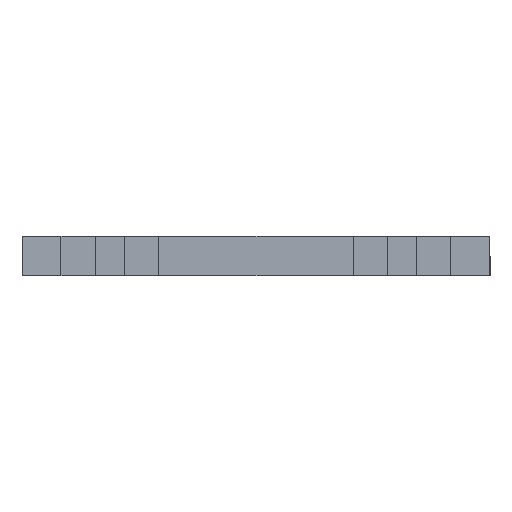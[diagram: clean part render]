
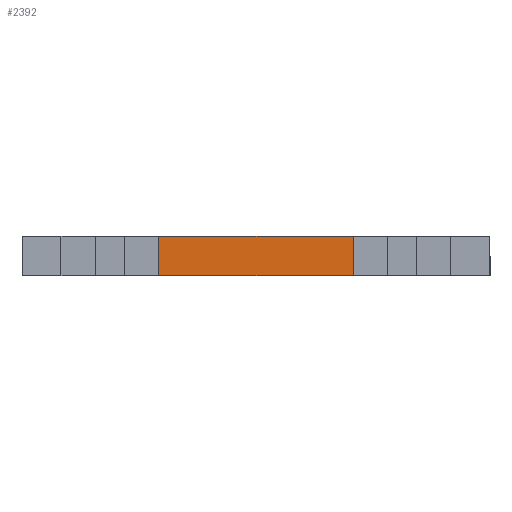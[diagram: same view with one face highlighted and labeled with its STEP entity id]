
A CAD part, left-side view. The second image highlights one B-rep face of the part: STEP entity #2392.
In plain terms, the highlighted planar face has unit normal (-1, 0, 0).
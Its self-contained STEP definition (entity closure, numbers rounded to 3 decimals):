
#504 = VECTOR ( 'NONE', #3848, 1000. ) ;
#692 = CARTESIAN_POINT ( 'NONE',  ( -10., 0., 0. ) ) ;
#693 = DIRECTION ( 'NONE',  ( 1., 0., 0. ) ) ;
#864 = DIRECTION ( 'NONE',  ( 0., 0., 1. ) ) ;
#1023 = LINE ( 'NONE', #692, #4259 ) ;
#1166 = VERTEX_POINT ( 'NONE', #2048 ) ;
#1198 = EDGE_CURVE ( 'NONE', #4874, #4313, #1023, .T. ) ;
#1310 = ORIENTED_EDGE ( 'NONE', *, *, #2772, .T. ) ;
#1404 = DIRECTION ( 'NONE',  ( 0., -1., 0. ) ) ;
#1577 = EDGE_LOOP ( 'NONE', ( #3269, #3262, #4792, #1310 ) ) ;
#2048 = CARTESIAN_POINT ( 'NONE',  ( -10., 37.329, 4. ) ) ;
#2090 = LINE ( 'NONE', #3639, #4078 ) ;
#2144 = AXIS2_PLACEMENT_3D ( 'NONE', #2433, #693, #2230 ) ;
#2196 = DIRECTION ( 'NONE',  ( 0., -1., 0. ) ) ;
#2230 = DIRECTION ( 'NONE',  ( 0., 0., -1. ) ) ;
#2392 = ADVANCED_FACE ( 'NONE', ( #3331 ), #4884, .F. ) ;
#2433 = CARTESIAN_POINT ( 'NONE',  ( -10., 0., 4. ) ) ;
#2470 = CARTESIAN_POINT ( 'NONE',  ( -10., 17.329, 4. ) ) ;
#2772 = EDGE_CURVE ( 'NONE', #4313, #3471, #2090, .T. ) ;
#2860 = EDGE_CURVE ( 'NONE', #1166, #3471, #4602, .T. ) ;
#3262 = ORIENTED_EDGE ( 'NONE', *, *, #4976, .F. ) ;
#3269 = ORIENTED_EDGE ( 'NONE', *, *, #2860, .F. ) ;
#3331 = FACE_OUTER_BOUND ( 'NONE', #1577, .T. ) ;
#3348 = VECTOR ( 'NONE', #1404, 1000. ) ;
#3379 = CARTESIAN_POINT ( 'NONE',  ( -10., 0., 4. ) ) ;
#3471 = VERTEX_POINT ( 'NONE', #2470 ) ;
#3639 = CARTESIAN_POINT ( 'NONE',  ( -10., 17.329, 0. ) ) ;
#3848 = DIRECTION ( 'NONE',  ( 0., 0., 1. ) ) ;
#3986 = CARTESIAN_POINT ( 'NONE',  ( -10., 17.329, 0. ) ) ;
#4078 = VECTOR ( 'NONE', #864, 1000. ) ;
#4259 = VECTOR ( 'NONE', #2196, 1000. ) ;
#4313 = VERTEX_POINT ( 'NONE', #3986 ) ;
#4602 = LINE ( 'NONE', #3379, #3348 ) ;
#4613 = LINE ( 'NONE', #5013, #504 ) ;
#4792 = ORIENTED_EDGE ( 'NONE', *, *, #1198, .T. ) ;
#4867 = CARTESIAN_POINT ( 'NONE',  ( -10., 37.329, 0. ) ) ;
#4874 = VERTEX_POINT ( 'NONE', #4867 ) ;
#4884 = PLANE ( 'NONE',  #2144 ) ;
#4976 = EDGE_CURVE ( 'NONE', #4874, #1166, #4613, .T. ) ;
#5013 = CARTESIAN_POINT ( 'NONE',  ( -10., 37.329, 0. ) ) ;
